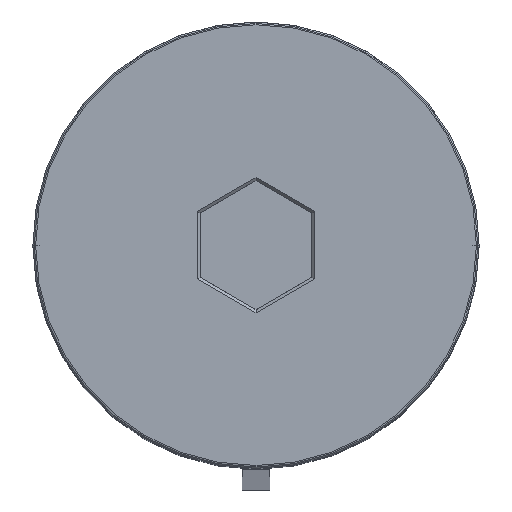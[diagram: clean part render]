
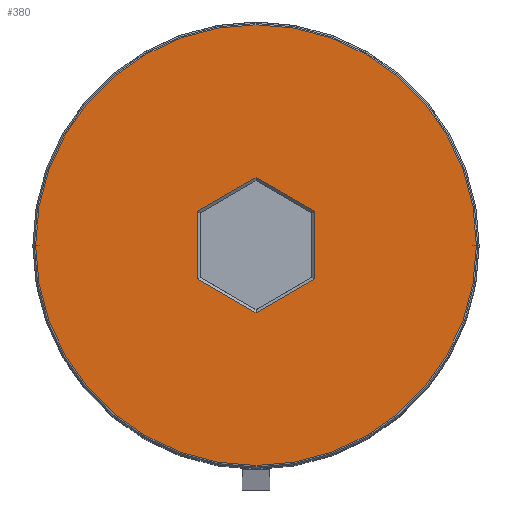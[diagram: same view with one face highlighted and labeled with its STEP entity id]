
A CAD part, top view. The second image highlights one B-rep face of the part: STEP entity #380.
In plain terms, the highlighted planar face has unit normal (0, 0, 1).
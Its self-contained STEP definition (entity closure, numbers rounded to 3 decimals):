
#56 = CIRCLE ( 'NONE', #1005, 7.9 ) ;
#76 = LINE ( 'NONE', #1653, #800 ) ;
#110 = DIRECTION ( 'NONE',  ( -0.866, -0.5, 0. ) ) ;
#112 = CARTESIAN_POINT ( 'NONE',  ( 0., 0., 0. ) ) ;
#123 = VECTOR ( 'NONE', #1211, 1000. ) ;
#135 = VERTEX_POINT ( 'NONE', #1325 ) ;
#136 = CARTESIAN_POINT ( 'NONE',  ( 2.1, 1.212, 0. ) ) ;
#322 = EDGE_CURVE ( 'NONE', #1489, #1612, #2046, .T. ) ;
#349 = EDGE_CURVE ( 'NONE', #828, #2004, #2023, .T. ) ;
#380 = ADVANCED_FACE ( 'NONE', ( #578, #609 ), #1221, .T. ) ;
#451 = DIRECTION ( 'NONE',  ( 0., 0., 1. ) ) ;
#469 = CARTESIAN_POINT ( 'NONE',  ( 0., -2.425, 0. ) ) ;
#471 = LINE ( 'NONE', #1733, #1097 ) ;
#494 = CIRCLE ( 'NONE', #595, 7.9 ) ;
#577 = DIRECTION ( 'NONE',  ( 1., 0., 0. ) ) ;
#578 = FACE_OUTER_BOUND ( 'NONE', #1394, .T. ) ;
#595 = AXIS2_PLACEMENT_3D ( 'NONE', #1148, #1771, #1931 ) ;
#600 = DIRECTION ( 'NONE',  ( 0., 0., 1. ) ) ;
#602 = DIRECTION ( 'NONE',  ( 0.866, -0.5, 0. ) ) ;
#609 = FACE_BOUND ( 'NONE', #901, .T. ) ;
#626 = EDGE_CURVE ( 'NONE', #2004, #1072, #902, .T. ) ;
#698 = LINE ( 'NONE', #1338, #1877 ) ;
#710 = ORIENTED_EDGE ( 'NONE', *, *, #1837, .T. ) ;
#711 = CARTESIAN_POINT ( 'NONE',  ( 2.1, -1.212, 0. ) ) ;
#716 = EDGE_CURVE ( 'NONE', #1072, #1190, #471, .T. ) ;
#721 = ORIENTED_EDGE ( 'NONE', *, *, #1956, .T. ) ;
#794 = VECTOR ( 'NONE', #602, 1000. ) ;
#800 = VECTOR ( 'NONE', #1347, 1000. ) ;
#828 = VERTEX_POINT ( 'NONE', #1323 ) ;
#842 = DIRECTION ( 'NONE',  ( 0., -1., 0. ) ) ;
#850 = VERTEX_POINT ( 'NONE', #1471 ) ;
#859 = ORIENTED_EDGE ( 'NONE', *, *, #716, .T. ) ;
#890 = VECTOR ( 'NONE', #842, 1000. ) ;
#901 = EDGE_LOOP ( 'NONE', ( #859, #710, #1916, #721, #1045, #910 ) ) ;
#902 = LINE ( 'NONE', #1682, #890 ) ;
#910 = ORIENTED_EDGE ( 'NONE', *, *, #626, .T. ) ;
#1005 = AXIS2_PLACEMENT_3D ( 'NONE', #112, #600, #577 ) ;
#1045 = ORIENTED_EDGE ( 'NONE', *, *, #349, .T. ) ;
#1072 = VERTEX_POINT ( 'NONE', #711 ) ;
#1097 = VECTOR ( 'NONE', #110, 1000. ) ;
#1114 = ORIENTED_EDGE ( 'NONE', *, *, #1968, .T. ) ;
#1148 = CARTESIAN_POINT ( 'NONE',  ( 0., 0., 0. ) ) ;
#1190 = VERTEX_POINT ( 'NONE', #469 ) ;
#1211 = DIRECTION ( 'NONE',  ( 0., 1., 0. ) ) ;
#1221 = PLANE ( 'NONE',  #1632 ) ;
#1253 = CARTESIAN_POINT ( 'NONE',  ( 0., 0., 0. ) ) ;
#1323 = CARTESIAN_POINT ( 'NONE',  ( 0., 2.425, 0. ) ) ;
#1325 = CARTESIAN_POINT ( 'NONE',  ( 7.9, 0., 0. ) ) ;
#1338 = CARTESIAN_POINT ( 'NONE',  ( -0.05, 2.396, 0. ) ) ;
#1347 = DIRECTION ( 'NONE',  ( -0.866, 0.5, 0. ) ) ;
#1394 = EDGE_LOOP ( 'NONE', ( #1994, #1114 ) ) ;
#1471 = CARTESIAN_POINT ( 'NONE',  ( -7.9, 0., 0. ) ) ;
#1489 = VERTEX_POINT ( 'NONE', #1678 ) ;
#1539 = CARTESIAN_POINT ( 'NONE',  ( -2.1, 1.155, 0. ) ) ;
#1547 = CARTESIAN_POINT ( 'NONE',  ( 2.05, 1.241, 0. ) ) ;
#1612 = VERTEX_POINT ( 'NONE', #2064 ) ;
#1632 = AXIS2_PLACEMENT_3D ( 'NONE', #1253, #451, #1863 ) ;
#1653 = CARTESIAN_POINT ( 'NONE',  ( -2.05, -1.241, 0. ) ) ;
#1678 = CARTESIAN_POINT ( 'NONE',  ( -2.1, -1.212, 0. ) ) ;
#1682 = CARTESIAN_POINT ( 'NONE',  ( 2.1, -1.155, 0. ) ) ;
#1722 = EDGE_CURVE ( 'NONE', #135, #850, #494, .T. ) ;
#1733 = CARTESIAN_POINT ( 'NONE',  ( 0.05, -2.396, 0. ) ) ;
#1771 = DIRECTION ( 'NONE',  ( 0., 0., 1. ) ) ;
#1837 = EDGE_CURVE ( 'NONE', #1190, #1489, #76, .T. ) ;
#1863 = DIRECTION ( 'NONE',  ( 1., 0., 0. ) ) ;
#1877 = VECTOR ( 'NONE', #1982, 1000. ) ;
#1916 = ORIENTED_EDGE ( 'NONE', *, *, #322, .T. ) ;
#1931 = DIRECTION ( 'NONE',  ( 1., 0., 0. ) ) ;
#1956 = EDGE_CURVE ( 'NONE', #1612, #828, #698, .T. ) ;
#1968 = EDGE_CURVE ( 'NONE', #850, #135, #56, .T. ) ;
#1982 = DIRECTION ( 'NONE',  ( 0.866, 0.5, 0. ) ) ;
#1994 = ORIENTED_EDGE ( 'NONE', *, *, #1722, .T. ) ;
#2004 = VERTEX_POINT ( 'NONE', #136 ) ;
#2023 = LINE ( 'NONE', #1547, #794 ) ;
#2046 = LINE ( 'NONE', #1539, #123 ) ;
#2064 = CARTESIAN_POINT ( 'NONE',  ( -2.1, 1.212, 0. ) ) ;
